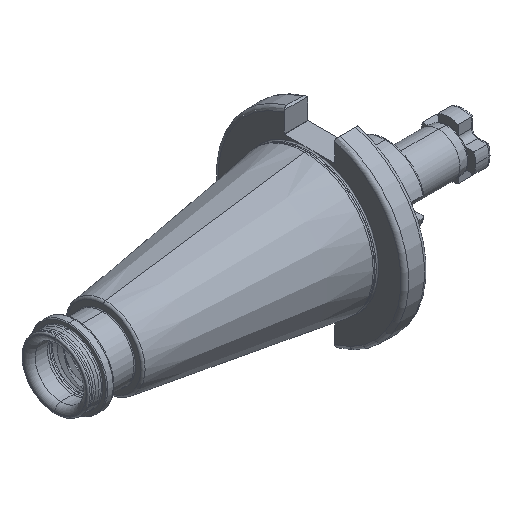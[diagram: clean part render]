
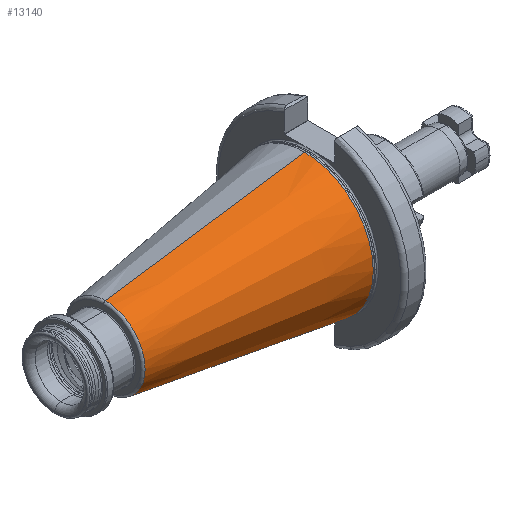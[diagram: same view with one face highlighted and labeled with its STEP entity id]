
A CAD part, isometric view. The second image highlights one B-rep face of the part: STEP entity #13140.
In plain terms, the highlighted conical face has half-angle 8.297 degrees and reference radius 35.027 mm.
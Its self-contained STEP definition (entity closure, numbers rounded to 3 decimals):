
#46 = VERTEX_POINT ( 'NONE', #15955 ) ;
#3764 = CARTESIAN_POINT ( 'NONE',  ( -8.5, 0., 0. ) ) ;
#3774 = DIRECTION ( 'NONE',  ( 1., 0., 0. ) ) ;
#3784 = DIRECTION ( 'NONE',  ( 0., 0., -1. ) ) ;
#4031 = CARTESIAN_POINT ( 'NONE',  ( -8.5, 0., 35.027 ) ) ;
#4035 = DIRECTION ( 'NONE',  ( 0.99, 0., 0.144 ) ) ;
#4765 = CARTESIAN_POINT ( 'NONE',  ( -8.5, 0., -35.027 ) ) ;
#4800 = DIRECTION ( 'NONE',  ( 0.99, 0., -0.144 ) ) ;
#5264 = EDGE_LOOP ( 'NONE', ( #7197, #7115, #7100, #7113 ) ) ;
#7100 = ORIENTED_EDGE ( 'NONE', *, *, #14290, .T. ) ;
#7113 = ORIENTED_EDGE ( 'NONE', *, *, #14406, .T. ) ;
#7115 = ORIENTED_EDGE ( 'NONE', *, *, #14433, .F. ) ;
#7197 = ORIENTED_EDGE ( 'NONE', *, *, #14322, .F. ) ;
#9535 = CARTESIAN_POINT ( 'NONE',  ( -8.5, 0., 0. ) ) ;
#9538 = DIRECTION ( 'NONE',  ( 0., 0., 1. ) ) ;
#9548 = DIRECTION ( 'NONE',  ( -1., 0., 0. ) ) ;
#9672 = DIRECTION ( 'NONE',  ( 0., 0., 1. ) ) ;
#9697 = CARTESIAN_POINT ( 'NONE',  ( -110.123, 0., 0. ) ) ;
#9714 = DIRECTION ( 'NONE',  ( -1., 0., 0. ) ) ;
#12522 = CARTESIAN_POINT ( 'NONE',  ( -110.123, 0., -20.207 ) ) ;
#12538 = CARTESIAN_POINT ( 'NONE',  ( -8.5, 0., -35.027 ) ) ;
#12547 = CARTESIAN_POINT ( 'NONE',  ( -110.123, 0., 20.207 ) ) ;
#13140 = ADVANCED_FACE ( 'NONE', ( #15363 ), #15369, .T. ) ;
#13434 = VECTOR ( 'NONE', #4800, 1000. ) ;
#13472 = LINE ( 'NONE', #4765, #13434 ) ;
#13499 = VECTOR ( 'NONE', #4035, 1000. ) ;
#13502 = LINE ( 'NONE', #4031, #13499 ) ;
#13589 = CIRCLE ( 'NONE', #15116, 20.207 ) ;
#13599 = CIRCLE ( 'NONE', #15120, 35.027 ) ;
#14290 = EDGE_CURVE ( 'NONE', #16848, #16833, #13472, .T. ) ;
#14322 = EDGE_CURVE ( 'NONE', #16853, #46, #13502, .T. ) ;
#14406 = EDGE_CURVE ( 'NONE', #16833, #46, #13599, .T. ) ;
#14433 = EDGE_CURVE ( 'NONE', #16848, #16853, #13589, .T. ) ;
#14812 = AXIS2_PLACEMENT_3D ( 'NONE', #3764, #3774, #3784 ) ;
#15116 = AXIS2_PLACEMENT_3D ( 'NONE', #9697, #9714, #9672 ) ;
#15120 = AXIS2_PLACEMENT_3D ( 'NONE', #9535, #9548, #9538 ) ;
#15363 = FACE_OUTER_BOUND ( 'NONE', #5264, .T. ) ;
#15369 = CONICAL_SURFACE ( 'NONE', #14812, 35.027, 0.145 ) ;
#15955 = CARTESIAN_POINT ( 'NONE',  ( -8.5, 0., 35.027 ) ) ;
#16833 = VERTEX_POINT ( 'NONE', #12538 ) ;
#16848 = VERTEX_POINT ( 'NONE', #12522 ) ;
#16853 = VERTEX_POINT ( 'NONE', #12547 ) ;
